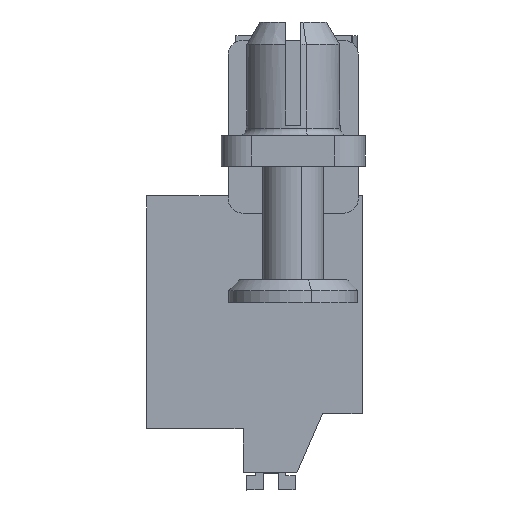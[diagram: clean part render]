
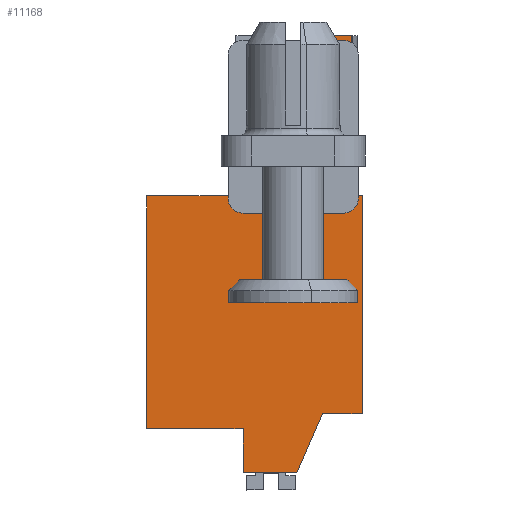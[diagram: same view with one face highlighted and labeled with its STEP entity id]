
A CAD part, left-side view. The second image highlights one B-rep face of the part: STEP entity #11168.
In plain terms, the highlighted planar face has unit normal (-1, 0, 0).
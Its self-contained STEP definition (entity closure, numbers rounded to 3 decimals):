
#11112=AXIS2_PLACEMENT_3D('Plane Axis2P3D',#11109,#11110,#11111) ;
#232=CARTESIAN_POINT('Vertex',(12.107,7.9,1.143)) ;
#235=CARTESIAN_POINT('Line Origine',(12.107,7.9,2.593)) ;
#239=CARTESIAN_POINT('Vertex',(12.107,7.9,4.043)) ;
#361=CARTESIAN_POINT('Vertex',(12.107,0.05,5.043)) ;
#364=CARTESIAN_POINT('Line Origine',(12.107,1.35,5.043)) ;
#368=CARTESIAN_POINT('Vertex',(12.107,2.65,5.043)) ;
#862=CARTESIAN_POINT('Line Origine',(12.107,11.075,4.043)) ;
#866=CARTESIAN_POINT('Vertex',(12.107,14.25,4.043)) ;
#1519=CARTESIAN_POINT('Vertex',(12.107,0.05,19.383)) ;
#1522=CARTESIAN_POINT('Line Origine',(12.107,0.05,12.213)) ;
#2060=CARTESIAN_POINT('Line Origine',(12.107,14.25,11.713)) ;
#2064=CARTESIAN_POINT('Vertex',(12.107,14.25,19.383)) ;
#2741=CARTESIAN_POINT('Line Origine',(12.107,11.134,19.383)) ;
#2745=CARTESIAN_POINT('Vertex',(12.107,8.018,19.383)) ;
#2765=CARTESIAN_POINT('Line Origine',(12.108,8.018,19.96)) ;
#2769=CARTESIAN_POINT('Vertex',(12.108,8.018,20.538)) ;
#3274=CARTESIAN_POINT('Vertex',(12.108,1.898,29.933)) ;
#3277=CARTESIAN_POINT('Line Origine',(12.108,1.335,29.933)) ;
#3281=CARTESIAN_POINT('Vertex',(12.108,0.773,29.933)) ;
#3613=CARTESIAN_POINT('Vertex',(12.107,0.773,19.383)) ;
#3616=CARTESIAN_POINT('Line Origine',(12.107,0.411,19.383)) ;
#11083=CARTESIAN_POINT('Line Origine',(12.107,3.5,3.093)) ;
#11087=CARTESIAN_POINT('Vertex',(12.108,4.35,1.143)) ;
#11109=CARTESIAN_POINT('Axis2P3D Location',(12.108,6.85,19.383)) ;
#11114=CARTESIAN_POINT('Line Origine',(12.108,0.773,24.658)) ;
#11119=CARTESIAN_POINT('Line Origine',(12.108,1.898,28.63)) ;
#11123=CARTESIAN_POINT('Vertex',(12.108,1.898,27.328)) ;
#11126=CARTESIAN_POINT('Line Origine',(12.108,1.473,27.328)) ;
#11130=CARTESIAN_POINT('Vertex',(12.108,1.048,27.328)) ;
#11133=CARTESIAN_POINT('Line Origine',(12.108,1.048,23.933)) ;
#11137=CARTESIAN_POINT('Vertex',(12.108,1.048,20.538)) ;
#11140=CARTESIAN_POINT('Line Origine',(12.108,4.533,20.538)) ;
#11145=CARTESIAN_POINT('Line Origine',(12.108,6.125,1.143)) ;
#236=DIRECTION('Vector Direction',(0.,0.,-1.)) ;
#365=DIRECTION('Vector Direction',(0.,-1.,0.)) ;
#863=DIRECTION('Vector Direction',(0.,-1.,0.)) ;
#1523=DIRECTION('Vector Direction',(0.,0.,1.)) ;
#2061=DIRECTION('Vector Direction',(0.,0.,-1.)) ;
#2742=DIRECTION('Vector Direction',(0.,1.,0.)) ;
#2766=DIRECTION('Vector Direction',(0.,0.,-1.)) ;
#3278=DIRECTION('Vector Direction',(0.,1.,0.)) ;
#3617=DIRECTION('Vector Direction',(0.,1.,0.)) ;
#11084=DIRECTION('Vector Direction',(0.,-0.4,0.917)) ;
#11110=DIRECTION('Axis2P3D Direction',(-1.,0.,0.)) ;
#11111=DIRECTION('Axis2P3D XDirection',(0.,1.,0.)) ;
#11115=DIRECTION('Vector Direction',(0.,0.,-1.)) ;
#11120=DIRECTION('Vector Direction',(0.,0.,1.)) ;
#11127=DIRECTION('Vector Direction',(0.,-1.,0.)) ;
#11134=DIRECTION('Vector Direction',(0.,0.,1.)) ;
#11141=DIRECTION('Vector Direction',(0.,1.,0.)) ;
#11146=DIRECTION('Vector Direction',(0.,-1.,0.)) ;
#237=VECTOR('Line Direction',#236,1.) ;
#366=VECTOR('Line Direction',#365,1.) ;
#864=VECTOR('Line Direction',#863,1.) ;
#1524=VECTOR('Line Direction',#1523,1.) ;
#2062=VECTOR('Line Direction',#2061,1.) ;
#2743=VECTOR('Line Direction',#2742,1.) ;
#2767=VECTOR('Line Direction',#2766,1.) ;
#3279=VECTOR('Line Direction',#3278,1.) ;
#3618=VECTOR('Line Direction',#3617,1.) ;
#11085=VECTOR('Line Direction',#11084,1.) ;
#11116=VECTOR('Line Direction',#11115,1.) ;
#11121=VECTOR('Line Direction',#11120,1.) ;
#11128=VECTOR('Line Direction',#11127,1.) ;
#11135=VECTOR('Line Direction',#11134,1.) ;
#11142=VECTOR('Line Direction',#11141,1.) ;
#11147=VECTOR('Line Direction',#11146,1.) ;
#11151=ORIENTED_EDGE('',*,*,#3620,.T.) ;
#11152=ORIENTED_EDGE('',*,*,#11118,.F.) ;
#11153=ORIENTED_EDGE('',*,*,#3283,.T.) ;
#11154=ORIENTED_EDGE('',*,*,#11125,.T.) ;
#11155=ORIENTED_EDGE('',*,*,#11132,.T.) ;
#11156=ORIENTED_EDGE('',*,*,#11139,.T.) ;
#11157=ORIENTED_EDGE('',*,*,#11144,.T.) ;
#11158=ORIENTED_EDGE('',*,*,#2771,.F.) ;
#11159=ORIENTED_EDGE('',*,*,#2747,.T.) ;
#11160=ORIENTED_EDGE('',*,*,#2066,.T.) ;
#11161=ORIENTED_EDGE('',*,*,#868,.T.) ;
#11162=ORIENTED_EDGE('',*,*,#241,.T.) ;
#11163=ORIENTED_EDGE('',*,*,#11149,.T.) ;
#11164=ORIENTED_EDGE('',*,*,#11089,.T.) ;
#11165=ORIENTED_EDGE('',*,*,#370,.T.) ;
#11166=ORIENTED_EDGE('',*,*,#1526,.T.) ;
#11168=ADVANCED_FACE('HOUSING',(#11167),#11113,.T.) ;
#241=EDGE_CURVE('',#240,#233,#238,.T.) ;
#370=EDGE_CURVE('',#369,#362,#367,.T.) ;
#868=EDGE_CURVE('',#867,#240,#865,.T.) ;
#1526=EDGE_CURVE('',#362,#1520,#1525,.T.) ;
#2066=EDGE_CURVE('',#2065,#867,#2063,.T.) ;
#2747=EDGE_CURVE('',#2746,#2065,#2744,.T.) ;
#2771=EDGE_CURVE('',#2746,#2770,#2768,.F.) ;
#3283=EDGE_CURVE('',#3282,#3275,#3280,.T.) ;
#3620=EDGE_CURVE('',#1520,#3614,#3619,.T.) ;
#11089=EDGE_CURVE('',#11088,#369,#11086,.T.) ;
#11118=EDGE_CURVE('',#3282,#3614,#11117,.T.) ;
#11125=EDGE_CURVE('',#3275,#11124,#11122,.F.) ;
#11132=EDGE_CURVE('',#11124,#11131,#11129,.T.) ;
#11139=EDGE_CURVE('',#11131,#11138,#11136,.F.) ;
#11144=EDGE_CURVE('',#11138,#2770,#11143,.T.) ;
#11149=EDGE_CURVE('',#233,#11088,#11148,.T.) ;
#11150=EDGE_LOOP('',(#11151,#11152,#11153,#11154,#11155,#11156,#11157,#11158,#11159,#11160,#11161,#11162,#11163,#11164,#11165,#11166)) ;
#11167=FACE_OUTER_BOUND('',#11150,.T.) ;
#238=LINE('Line',#235,#237) ;
#367=LINE('Line',#364,#366) ;
#865=LINE('Line',#862,#864) ;
#1525=LINE('Line',#1522,#1524) ;
#2063=LINE('Line',#2060,#2062) ;
#2744=LINE('Line',#2741,#2743) ;
#2768=LINE('Line',#2765,#2767) ;
#3280=LINE('Line',#3277,#3279) ;
#3619=LINE('Line',#3616,#3618) ;
#11086=LINE('Line',#11083,#11085) ;
#11117=LINE('Line',#11114,#11116) ;
#11122=LINE('Line',#11119,#11121) ;
#11129=LINE('Line',#11126,#11128) ;
#11136=LINE('Line',#11133,#11135) ;
#11143=LINE('Line',#11140,#11142) ;
#11148=LINE('Line',#11145,#11147) ;
#11113=PLANE('',#11112) ;
#233=VERTEX_POINT('',#232) ;
#240=VERTEX_POINT('',#239) ;
#362=VERTEX_POINT('',#361) ;
#369=VERTEX_POINT('',#368) ;
#867=VERTEX_POINT('',#866) ;
#1520=VERTEX_POINT('',#1519) ;
#2065=VERTEX_POINT('',#2064) ;
#2746=VERTEX_POINT('',#2745) ;
#2770=VERTEX_POINT('',#2769) ;
#3275=VERTEX_POINT('',#3274) ;
#3282=VERTEX_POINT('',#3281) ;
#3614=VERTEX_POINT('',#3613) ;
#11088=VERTEX_POINT('',#11087) ;
#11124=VERTEX_POINT('',#11123) ;
#11131=VERTEX_POINT('',#11130) ;
#11138=VERTEX_POINT('',#11137) ;
